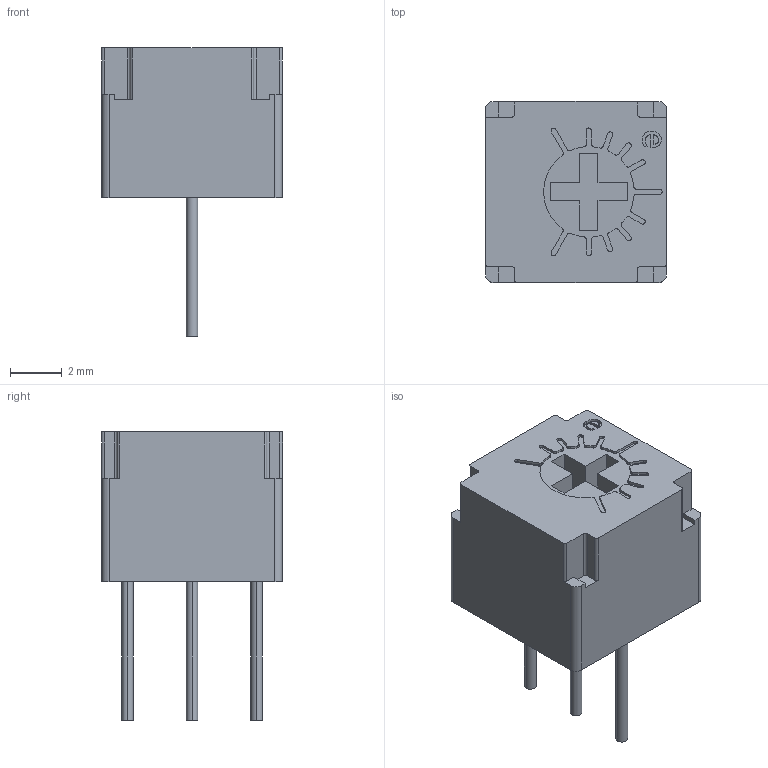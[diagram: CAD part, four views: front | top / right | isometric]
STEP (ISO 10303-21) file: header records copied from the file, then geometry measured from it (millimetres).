
FILE_DESCRIPTION (( 'STEP AP214' ), '1' );
FILE_NAME ('RES-ADJ-TH_3P-L7.0-W7.0-H5.8-P2.50-T.step', '2022-07-28T08:41:53', ( '' ), ( '' ), 'SwSTEP 2.0', 'SolidWorks 2020', '' );
FILE_SCHEMA (( 'AUTOMOTIVE_DESIGN' ));
Length unit declared in the file: millimetre
Products named in the file (1): RES-ADJ-TH_3P-L7.0-W7.0-H5.8-P2.50-T
Bounding box: 7 x 7 x 11.15 mm (x, y, z)
Volume: 274.1 mm3; surface area: 304.2 mm2
Topology: 4 solids, 4 shells, 392 faces, 1083 edges, 722 vertices
Faces by surface type: plane 200, bspline 106, cylinder 86
Entity records: 17848 total; most frequent: CARTESIAN_POINT 4024, ORIENTED_EDGE 2166, DIRECTION 1613, EDGE_CURVE 1083, VERTEX_POINT 722, LINE 695, VECTOR 695, AXIS2_PLACEMENT_3D 459
